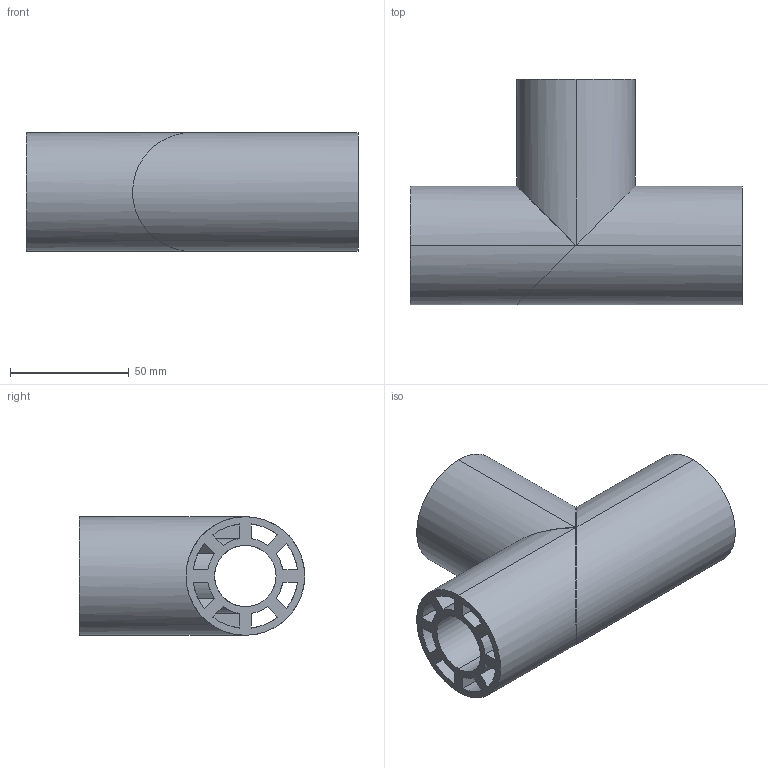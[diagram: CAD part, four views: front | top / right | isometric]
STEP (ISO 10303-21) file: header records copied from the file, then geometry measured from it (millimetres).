
FILE_DESCRIPTION (( 'STEP AP203' ), '1' );
FILE_NAME ('--7854211.STEP', '2015-03-19T19:06:24', ( 'enduser' ), ( '' ), 'SwSTEP 2.0', 'SolidWorks 2014', '' );
FILE_SCHEMA (( 'CONFIG_CONTROL_DESIGN' ));
Length unit declared in the file: inch
Products named in the file (1): --7854211
Bounding box: 140 x 95.02 x 50.04 mm (x, y, z)
Surface area: 96755.8 mm2 (no closed solid volume)
Topology: 0 solids, 3 shells, 114 faces, 329 edges, 217 vertices
Faces by surface type: cylinder 60, plane 54
Entity records: 3848 total; most frequent: CARTESIAN_POINT 847, ORIENTED_EDGE 617, DIRECTION 558, EDGE_CURVE 329, VERTEX_POINT 217, VECTOR 208, LINE 208, AXIS2_PLACEMENT_3D 175
